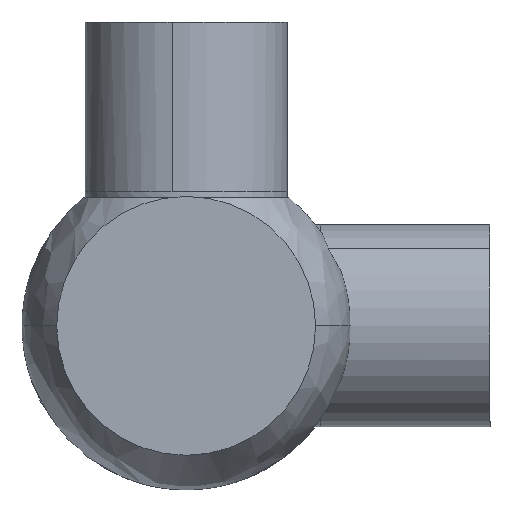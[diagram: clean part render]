
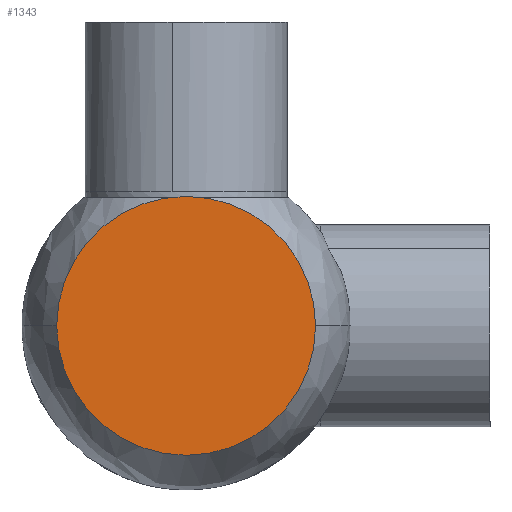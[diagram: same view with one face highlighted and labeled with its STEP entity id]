
A CAD part, front view. The second image highlights one B-rep face of the part: STEP entity #1343.
In plain terms, the highlighted planar face has unit normal (0, -1, 0).
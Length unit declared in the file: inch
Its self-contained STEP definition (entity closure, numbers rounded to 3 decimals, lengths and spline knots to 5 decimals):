
#230 = DIRECTION ( 'NONE',  ( -1., 0., 0. ) ) ;
#270 = VERTEX_POINT ( 'NONE', #696 ) ;
#696 = CARTESIAN_POINT ( 'NONE',  ( 2.5625, -10.25, 0. ) ) ;
#744 = DIRECTION ( 'NONE',  ( 0., 1., 0. ) ) ;
#803 = FACE_OUTER_BOUND ( 'NONE', #1725, .T. ) ;
#832 = AXIS2_PLACEMENT_3D ( 'NONE', #2222, #744, #2475 ) ;
#880 = PLANE ( 'NONE',  #2142 ) ;
#959 = ORIENTED_EDGE ( 'NONE', *, *, #2071, .F. ) ;
#1009 = AXIS2_PLACEMENT_3D ( 'NONE', #3255, #1734, #230 ) ;
#1254 = CIRCLE ( 'NONE', #832, 2.5625 ) ;
#1343 = ADVANCED_FACE ( 'NONE', ( #803 ), #880, .T. ) ;
#1564 = VERTEX_POINT ( 'NONE', #3066 ) ;
#1582 = DIRECTION ( 'NONE',  ( 1., 0., 0. ) ) ;
#1626 = DIRECTION ( 'NONE',  ( 0., -1., 0. ) ) ;
#1725 = EDGE_LOOP ( 'NONE', ( #2739, #959 ) ) ;
#1734 = DIRECTION ( 'NONE',  ( 0., 1., 0. ) ) ;
#2050 = EDGE_CURVE ( 'NONE', #1564, #270, #3071, .T. ) ;
#2071 = EDGE_CURVE ( 'NONE', #270, #1564, #1254, .T. ) ;
#2142 = AXIS2_PLACEMENT_3D ( 'NONE', #2384, #1626, #1582 ) ;
#2222 = CARTESIAN_POINT ( 'NONE',  ( 0., -10.25, 0. ) ) ;
#2384 = CARTESIAN_POINT ( 'NONE',  ( -2.5625, -10.25, 0. ) ) ;
#2475 = DIRECTION ( 'NONE',  ( -1., 0., 0. ) ) ;
#2739 = ORIENTED_EDGE ( 'NONE', *, *, #2050, .F. ) ;
#3066 = CARTESIAN_POINT ( 'NONE',  ( -2.5625, -10.25, 0. ) ) ;
#3071 = CIRCLE ( 'NONE', #1009, 2.5625 ) ;
#3255 = CARTESIAN_POINT ( 'NONE',  ( 0., -10.25, 0. ) ) ;
